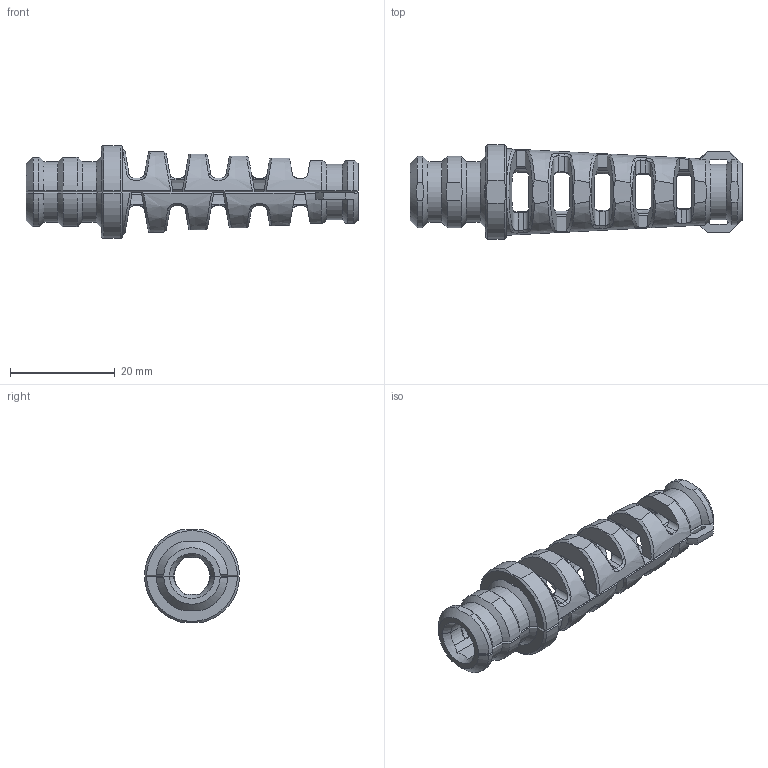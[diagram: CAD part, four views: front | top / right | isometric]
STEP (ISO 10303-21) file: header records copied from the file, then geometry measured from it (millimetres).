
FILE_DESCRIPTION(/* description */ (''),/* implementation_level */ '2;1');
FILE_NAME(/* name */ 'PUG.step',/* time_stamp */ '2025-05-30T11:34:56-05:00',/* author */ (''),/* organization */ (''),/* preprocessor_version */ 'ST-DEVELOPER v20.1',/* originating_system */ 'Autodesk Translation Framework v14.10.0.0',/* authorisation */ '');
FILE_SCHEMA (('AUTOMOTIVE_DESIGN { 1 0 10303 214 3 1 1 }'));
Length unit declared in the file: millimetre
Products named in the file (2): PUG_v4; PUG_v4_1
Assembly tree (1 placements, depth 2):
  PUG_v4
    PUG_v4_1
Bounding box: 63.41 x 18.14 x 17.6 mm (x, y, z)
Volume: 5167.7 mm3; surface area: 5386.9 mm2
Topology: 2 solids, 2 shells, 580 faces, 1662 edges, 1084 vertices
Faces by surface type: bspline 272, plane 152, cone 86, cylinder 70
Entity records: 25765 total; most frequent: CARTESIAN_POINT 13283, ORIENTED_EDGE 3324, EDGE_CURVE 1662, DIRECTION 1506, VERTEX_POINT 1084, B_SPLINE_CURVE_WITH_KNOTS 822, EDGE_LOOP 582, FACE_OUTER_BOUND 580
